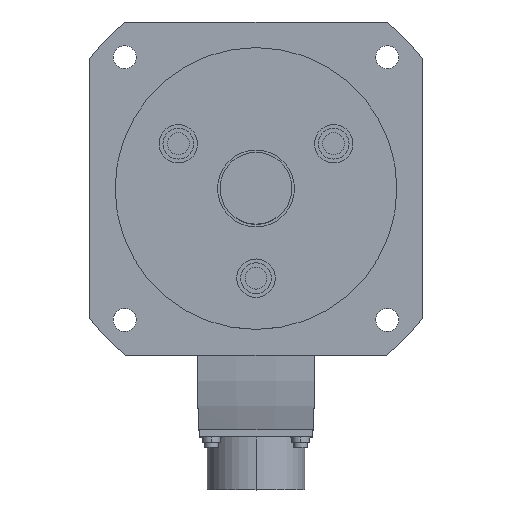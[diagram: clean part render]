
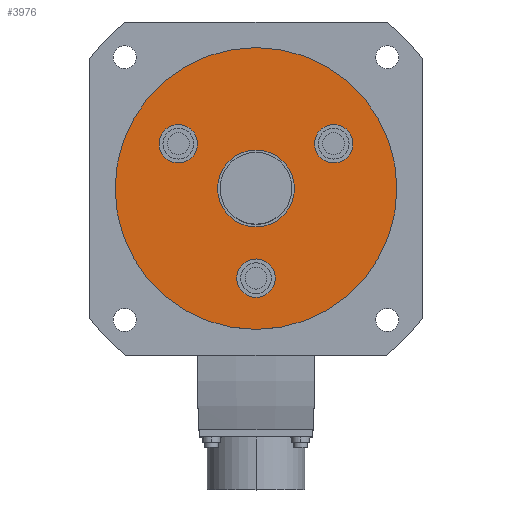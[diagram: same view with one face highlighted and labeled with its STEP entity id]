
A CAD part, top view. The second image highlights one B-rep face of the part: STEP entity #3976.
In plain terms, the highlighted planar face has unit normal (0, 0, 1).
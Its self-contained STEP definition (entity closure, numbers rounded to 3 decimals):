
#1=CARTESIAN_POINT('',(0.,0.,3.));
#2=DIRECTION('',(0.,0.,1.));
#3=DIRECTION('',(0.,-1.,0.));
#4=AXIS2_PLACEMENT_3D('',#1,#2,#3);
#6=CARTESIAN_POINT('',(0.,0.,3.));
#7=DIRECTION('',(0.,0.,1.));
#8=DIRECTION('',(0.,1.,0.));
#9=AXIS2_PLACEMENT_3D('',#6,#7,#8);
#11=CARTESIAN_POINT('',(-30.311,17.5,3.));
#12=DIRECTION('',(0.,0.,1.));
#13=DIRECTION('',(0.5,0.866,0.));
#14=AXIS2_PLACEMENT_3D('',#11,#12,#13);
#16=CARTESIAN_POINT('',(-30.311,17.5,3.));
#17=DIRECTION('',(0.,0.,1.));
#18=DIRECTION('',(-0.5,-0.866,0.));
#19=AXIS2_PLACEMENT_3D('',#16,#17,#18);
#21=CARTESIAN_POINT('',(30.311,17.5,3.));
#22=DIRECTION('',(0.,0.,1.));
#23=DIRECTION('',(0.5,-0.866,0.));
#24=AXIS2_PLACEMENT_3D('',#21,#22,#23);
#26=CARTESIAN_POINT('',(30.311,17.5,3.));
#27=DIRECTION('',(0.,0.,1.));
#28=DIRECTION('',(-0.5,0.866,0.));
#29=AXIS2_PLACEMENT_3D('',#26,#27,#28);
#31=CARTESIAN_POINT('',(0.,-35.,3.));
#32=DIRECTION('',(0.,0.,1.));
#33=DIRECTION('',(-1.,0.,0.));
#34=AXIS2_PLACEMENT_3D('',#31,#32,#33);
#36=CARTESIAN_POINT('',(0.,-35.,3.));
#37=DIRECTION('',(0.,0.,1.));
#38=DIRECTION('',(1.,0.,0.));
#39=AXIS2_PLACEMENT_3D('',#36,#37,#38);
#41=CARTESIAN_POINT('',(0.,0.,3.));
#42=DIRECTION('',(0.,0.,-1.));
#43=DIRECTION('',(1.,0.,0.));
#44=AXIS2_PLACEMENT_3D('',#41,#42,#43);
#46=CARTESIAN_POINT('',(0.,0.,3.));
#47=DIRECTION('',(0.,0.,-1.));
#48=DIRECTION('',(-1.,0.,0.));
#49=AXIS2_PLACEMENT_3D('',#46,#47,#48);
#3041=CARTESIAN_POINT('',(55.,0.,3.));
#3042=CARTESIAN_POINT('',(-55.,0.,3.));
#3043=VERTEX_POINT('',#3041);
#3044=VERTEX_POINT('',#3042);
#3161=CARTESIAN_POINT('',(-7.5,-35.,3.));
#3162=CARTESIAN_POINT('',(7.5,-35.,3.));
#3163=VERTEX_POINT('',#3161);
#3164=VERTEX_POINT('',#3162);
#3165=CARTESIAN_POINT('',(34.061,11.005,3.));
#3166=CARTESIAN_POINT('',(26.561,23.995,3.));
#3167=VERTEX_POINT('',#3165);
#3168=VERTEX_POINT('',#3166);
#3169=CARTESIAN_POINT('',(-26.561,23.995,3.));
#3170=CARTESIAN_POINT('',(-34.061,11.005,3.));
#3171=VERTEX_POINT('',#3169);
#3172=VERTEX_POINT('',#3170);
#3845=CARTESIAN_POINT('',(0.,-15.,3.));
#3846=CARTESIAN_POINT('',(0.,15.,3.));
#3847=VERTEX_POINT('',#3845);
#3848=VERTEX_POINT('',#3846);
#3941=CARTESIAN_POINT('',(0.,0.,3.));
#3942=DIRECTION('',(0.,0.,1.));
#3943=DIRECTION('',(-1.,0.,0.));
#3944=AXIS2_PLACEMENT_3D('',#3941,#3942,#3943);
#3945=PLANE('',#3944);
#3947=ORIENTED_EDGE('',*,*,#3946,.T.);
#3949=ORIENTED_EDGE('',*,*,#3948,.T.);
#3950=EDGE_LOOP('',(#3947,#3949));
#3951=FACE_OUTER_BOUND('',#3950,.F.);
#3953=ORIENTED_EDGE('',*,*,#3952,.T.);
#3955=ORIENTED_EDGE('',*,*,#3954,.T.);
#3956=EDGE_LOOP('',(#3953,#3955));
#3957=FACE_BOUND('',#3956,.F.);
#3959=ORIENTED_EDGE('',*,*,#3958,.T.);
#3961=ORIENTED_EDGE('',*,*,#3960,.T.);
#3962=EDGE_LOOP('',(#3959,#3961));
#3963=FACE_BOUND('',#3962,.F.);
#3965=ORIENTED_EDGE('',*,*,#3964,.T.);
#3967=ORIENTED_EDGE('',*,*,#3966,.T.);
#3968=EDGE_LOOP('',(#3965,#3967));
#3969=FACE_BOUND('',#3968,.F.);
#3971=ORIENTED_EDGE('',*,*,#3970,.T.);
#3973=ORIENTED_EDGE('',*,*,#3972,.T.);
#3974=EDGE_LOOP('',(#3971,#3973));
#3975=FACE_BOUND('',#3974,.F.);
#3976=ADVANCED_FACE('',(#3951,#3957,#3963,#3969,#3975),#3945,.T.);
#5=CIRCLE('',#4,15.);
#10=CIRCLE('',#9,15.);
#15=CIRCLE('',#14,7.5);
#20=CIRCLE('',#19,7.5);
#25=CIRCLE('',#24,7.5);
#30=CIRCLE('',#29,7.5);
#35=CIRCLE('',#34,7.5);
#40=CIRCLE('',#39,7.5);
#45=CIRCLE('',#44,55.);
#50=CIRCLE('',#49,55.);
#3946=EDGE_CURVE('',#3043,#3044,#45,.T.);
#3948=EDGE_CURVE('',#3044,#3043,#50,.T.);
#3952=EDGE_CURVE('',#3847,#3848,#5,.T.);
#3954=EDGE_CURVE('',#3848,#3847,#10,.T.);
#3958=EDGE_CURVE('',#3171,#3172,#15,.T.);
#3960=EDGE_CURVE('',#3172,#3171,#20,.T.);
#3964=EDGE_CURVE('',#3167,#3168,#25,.T.);
#3966=EDGE_CURVE('',#3168,#3167,#30,.T.);
#3970=EDGE_CURVE('',#3163,#3164,#35,.T.);
#3972=EDGE_CURVE('',#3164,#3163,#40,.T.);
